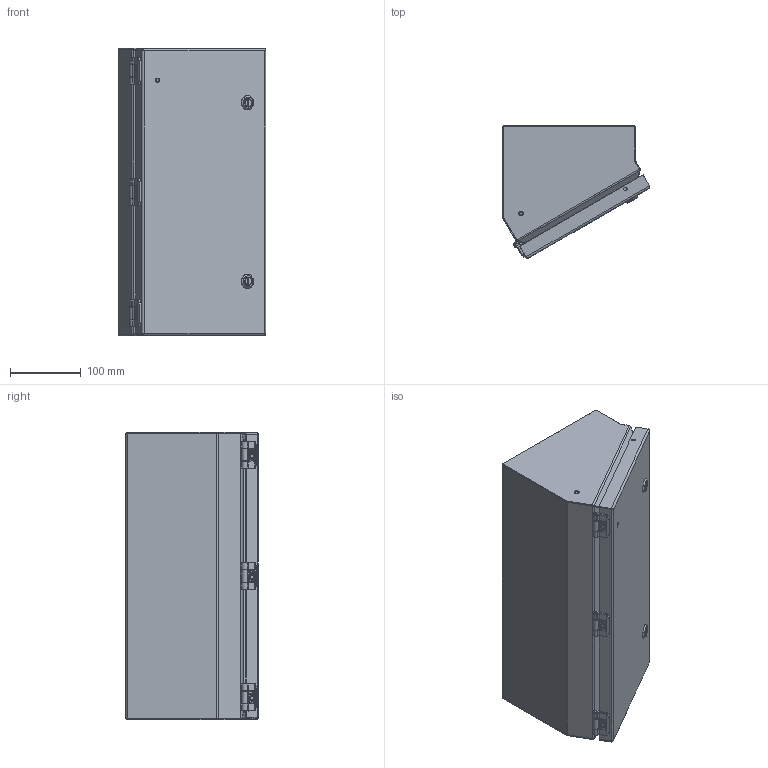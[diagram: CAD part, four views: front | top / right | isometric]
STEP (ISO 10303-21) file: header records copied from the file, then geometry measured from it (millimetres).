
FILE_DESCRIPTION (( 'STEP AP214' ), '1' );
FILE_NAME ('SCE-8C16ELJ.STEP', '2021-01-02T20:06:08', ( '' ), ( '' ), 'SwSTEP 2.0', 'SolidWorks 2019', '' );
FILE_SCHEMA (( 'AUTOMOTIVE_DESIGN' ));
Length unit declared in the file: inch
Products named in the file (1): SCE-8C16ELJ
Bounding box: 208.31 x 187.46 x 406.5 mm (x, y, z)
Volume: 711433.4 mm3; surface area: 873738.8 mm2
Topology: 33 solids, 36 shells, 1460 faces, 3484 edges, 2121 vertices
Faces by surface type: cylinder 604, plane 584, torus 126, bspline 93, cone 29, sphere 24
Full cylindrical faces by diameter (mm): 5.08 x2, 7.874 x2, 8.89 x2, 11.684 x2
Entity records: 77273 total; most frequent: CARTESIAN_POINT 33219, DIRECTION 7140, ORIENTED_EDGE 6906, EDGE_CURVE 3453, AXIS2_PLACEMENT_3D 2653, VERTEX_POINT 2116, VECTOR 1834, LINE 1834
